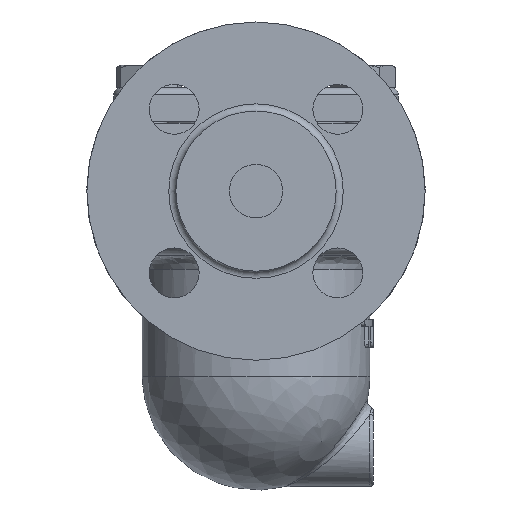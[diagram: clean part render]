
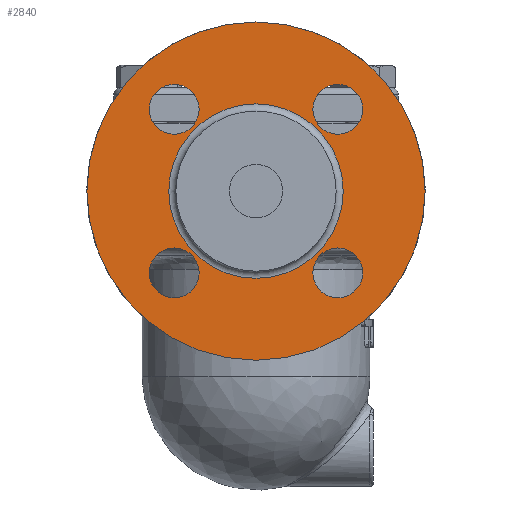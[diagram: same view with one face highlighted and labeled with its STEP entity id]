
A CAD part, left-side view. The second image highlights one B-rep face of the part: STEP entity #2840.
In plain terms, the highlighted planar face has unit normal (-1, 0, 0).
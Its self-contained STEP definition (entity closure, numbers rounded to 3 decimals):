
#2674=CARTESIAN_POINT('',(-73.,15.981,13.981));
#2675=VERTEX_POINT('',#2674);
#2676=CARTESIAN_POINT('',(-73.,22.981,13.981));
#2677=DIRECTION('',(1.0,0.0,0.0));
#2678=DIRECTION('',(0.0,1.0,0.0));
#2679=AXIS2_PLACEMENT_3D('',#2676,#2677,#2678);
#2680=CIRCLE('',#2679,7.);
#2681=EDGE_CURVE('',#2675,#2675,#2680,.T.);
#2702=CARTESIAN_POINT('',(-73.,-22.981,6.981));
#2703=VERTEX_POINT('',#2702);
#2704=CARTESIAN_POINT('',(-73.,-22.981,13.981));
#2705=DIRECTION('',(1.0,0.0,0.0));
#2706=DIRECTION('',(0.0,0.0,1.0));
#2707=AXIS2_PLACEMENT_3D('',#2704,#2705,#2706);
#2708=CIRCLE('',#2707,7.);
#2709=EDGE_CURVE('',#2703,#2703,#2708,.T.);
#2730=CARTESIAN_POINT('',(-73.,-15.981,-31.981));
#2731=VERTEX_POINT('',#2730);
#2732=CARTESIAN_POINT('',(-73.,-22.981,-31.981));
#2733=DIRECTION('',(1.0,0.0,0.0));
#2734=DIRECTION('',(0.0,-1.0,0.0));
#2735=AXIS2_PLACEMENT_3D('',#2732,#2733,#2734);
#2736=CIRCLE('',#2735,7.);
#2737=EDGE_CURVE('',#2731,#2731,#2736,.T.);
#2758=CARTESIAN_POINT('',(-73.,22.981,-24.981));
#2759=VERTEX_POINT('',#2758);
#2760=CARTESIAN_POINT('',(-73.,22.981,-31.981));
#2761=DIRECTION('',(1.0,0.0,0.0));
#2762=DIRECTION('',(0.0,0.0,-1.0));
#2763=AXIS2_PLACEMENT_3D('',#2760,#2761,#2762);
#2764=CIRCLE('',#2763,7.);
#2765=EDGE_CURVE('',#2759,#2759,#2764,.T.);
#2786=CARTESIAN_POINT('',(-73.,0.0,15.5));
#2787=VERTEX_POINT('',#2786);
#2788=CARTESIAN_POINT('',(-73.,0.0,-9.));
#2789=DIRECTION('',(-1.0,0.0,0.0));
#2790=DIRECTION('',(0.0,0.0,-1.0));
#2791=AXIS2_PLACEMENT_3D('',#2788,#2789,#2790);
#2792=CIRCLE('',#2791,24.5);
#2793=EDGE_CURVE('',#2787,#2787,#2792,.T.);
#2809=CARTESIAN_POINT('',(-73.,0.0,26.));
#2810=DIRECTION('',(-1.0,0.0,0.0));
#2811=DIRECTION('',(0.0,0.0,1.0));
#2812=AXIS2_PLACEMENT_3D('',#2809,#2810,#2811);
#2813=PLANE('',#2812);
#2814=CARTESIAN_POINT('',(-73.,0.0,38.5));
#2815=VERTEX_POINT('',#2814);
#2816=CARTESIAN_POINT('',(-73.0,0.0,-9.));
#2817=DIRECTION('',(-1.0,0.0,0.0));
#2818=DIRECTION('',(0.0,0.0,1.0));
#2819=AXIS2_PLACEMENT_3D('',#2816,#2817,#2818);
#2820=CIRCLE('',#2819,47.5);
#2821=EDGE_CURVE('',#2815,#2815,#2820,.T.);
#2822=ORIENTED_EDGE('',*,*,#2821,.T.);
#2823=EDGE_LOOP('',(#2822));
#2824=FACE_OUTER_BOUND('',#2823,.T.);
#2825=ORIENTED_EDGE('',*,*,#2681,.T.);
#2826=EDGE_LOOP('',(#2825));
#2827=FACE_BOUND('',#2826,.T.);
#2828=ORIENTED_EDGE('',*,*,#2709,.T.);
#2829=EDGE_LOOP('',(#2828));
#2830=FACE_BOUND('',#2829,.T.);
#2831=ORIENTED_EDGE('',*,*,#2737,.T.);
#2832=EDGE_LOOP('',(#2831));
#2833=FACE_BOUND('',#2832,.T.);
#2834=ORIENTED_EDGE('',*,*,#2765,.T.);
#2835=EDGE_LOOP('',(#2834));
#2836=FACE_BOUND('',#2835,.T.);
#2837=ORIENTED_EDGE('',*,*,#2793,.F.);
#2838=EDGE_LOOP('',(#2837));
#2839=FACE_BOUND('',#2838,.T.);
#2840=ADVANCED_FACE('',(#2824,#2827,#2830,#2833,#2836,#2839),#2813,.T.);
